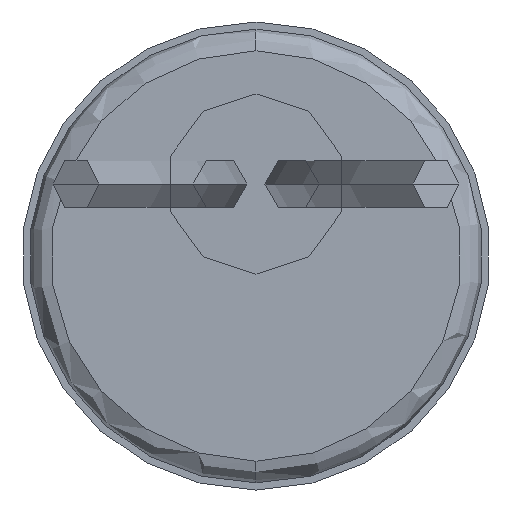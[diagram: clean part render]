
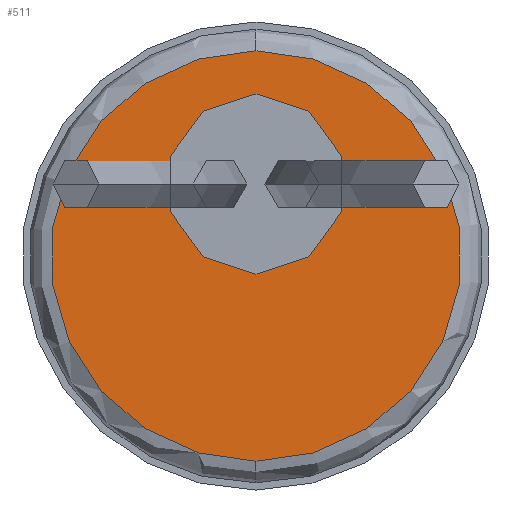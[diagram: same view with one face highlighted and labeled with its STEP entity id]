
A CAD part, left-side view. The second image highlights one B-rep face of the part: STEP entity #511.
In plain terms, the highlighted planar face has unit normal (-1, 0, 0).
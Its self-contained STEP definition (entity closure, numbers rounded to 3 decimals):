
#22 = DIRECTION ( 'NONE',  ( 0., 0., -1. ) ) ;
#81 = EDGE_CURVE ( 'NONE', #488, #353, #349, .T. ) ;
#93 = DIRECTION ( 'NONE',  ( 0., 1., 0. ) ) ;
#96 = CARTESIAN_POINT ( 'NONE',  ( -1.5, 36.817, -1.948 ) ) ;
#140 = CARTESIAN_POINT ( 'NONE',  ( -1.5, 36.817, 0.902 ) ) ;
#146 = PLANE ( 'NONE',  #442 ) ;
#196 = CARTESIAN_POINT ( 'NONE',  ( -1.5, 36.817, 0.902 ) ) ;
#246 = ORIENTED_EDGE ( 'NONE', *, *, #266, .T. ) ;
#247 = DIRECTION ( 'NONE',  ( -1., 0., 0. ) ) ;
#253 = CARTESIAN_POINT ( 'NONE',  ( -1.5, 36.817, 0.902 ) ) ;
#266 = EDGE_CURVE ( 'NONE', #353, #488, #554, .T. ) ;
#308 = AXIS2_PLACEMENT_3D ( 'NONE', #253, #537, #326 ) ;
#313 = FACE_OUTER_BOUND ( 'NONE', #444, .T. ) ;
#326 = DIRECTION ( 'NONE',  ( 0., 0., -1. ) ) ;
#349 = CIRCLE ( 'NONE', #498, 2.85 ) ;
#353 = VERTEX_POINT ( 'NONE', #503 ) ;
#374 = ORIENTED_EDGE ( 'NONE', *, *, #81, .T. ) ;
#401 = DIRECTION ( 'NONE',  ( 1., 0., 0. ) ) ;
#442 = AXIS2_PLACEMENT_3D ( 'NONE', #140, #401, #93 ) ;
#444 = EDGE_LOOP ( 'NONE', ( #374, #246 ) ) ;
#488 = VERTEX_POINT ( 'NONE', #96 ) ;
#498 = AXIS2_PLACEMENT_3D ( 'NONE', #196, #247, #22 ) ;
#503 = CARTESIAN_POINT ( 'NONE',  ( -1.5, 36.817, 3.752 ) ) ;
#511 = ADVANCED_FACE ( 'NONE', ( #313 ), #146, .F. ) ;
#537 = DIRECTION ( 'NONE',  ( -1., 0., 0. ) ) ;
#554 = CIRCLE ( 'NONE', #308, 2.85 ) ;
